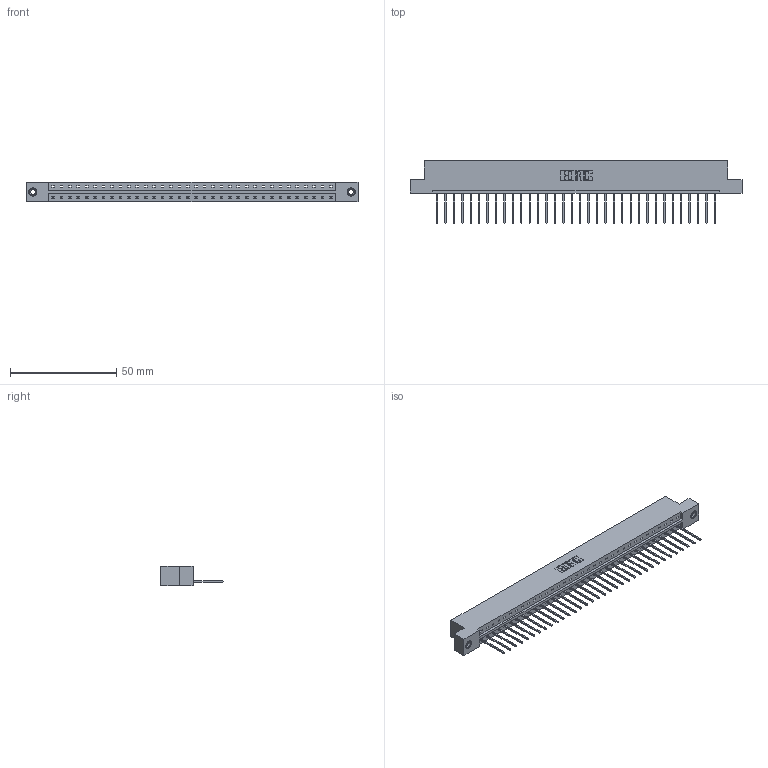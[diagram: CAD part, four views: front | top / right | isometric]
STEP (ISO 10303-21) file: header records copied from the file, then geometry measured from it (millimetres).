
FILE_DESCRIPTION (( 'STEP AP203' ), '1' );
FILE_NAME ('833-034-540-108.STEP', '2020-06-02T22:10:37', ( '' ), ( '' ), 'SwSTEP 2.0', 'SolidWorks 2020', '' );
FILE_SCHEMA (( 'CONFIG_CONTROL_DESIGN' ));
Length unit declared in the file: inch
Products named in the file (4): 345-250-001_345-250-003-102; 833 Part_Flush - .156 Dia - TI; 833-034-540-108; 345-292-001_345-293-140
Assembly tree (37 placements, depth 2):
  833-034-540-108
    833 Part_Flush - .156 Dia - TI
    345-292-001_345-293-140  x34
    345-250-001_345-250-003-102  x2
Bounding box: 156.26 x 29.47 x 9.4 mm (x, y, z)
Volume: 15695 mm3; surface area: 17298.9 mm2
Topology: 37 solids, 37 shells, 2146 faces, 6431 edges, 4234 vertices
Faces by surface type: plane 1530, cylinder 600, cone 12, torus 4
Entity records: 23024 total; most frequent: CARTESIAN_POINT 3955, ORIENTED_EDGE 3918, DIRECTION 3385, EDGE_CURVE 1959, LINE 1811, VECTOR 1811, VERTEX_POINT 1300, AXIS2_PLACEMENT_3D 787
